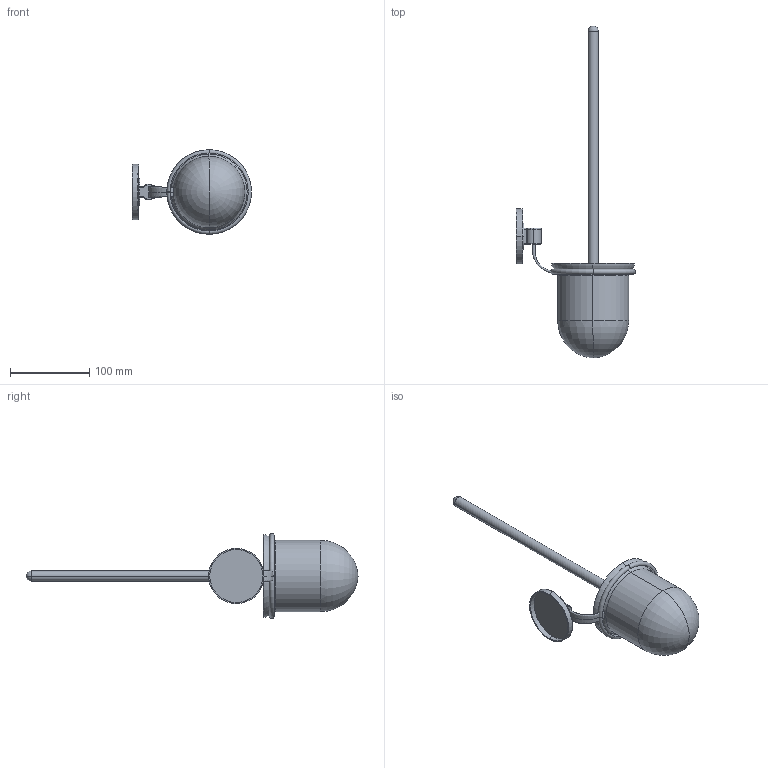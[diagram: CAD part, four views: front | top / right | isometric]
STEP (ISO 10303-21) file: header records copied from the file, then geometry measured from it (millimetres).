
FILE_DESCRIPTION (( 'STEP AP203' ), '1' );
FILE_NAME ('18409.STEP', '2013-06-20T21:26:46', ( '' ), ( '' ), 'SwSTEP 2.0', 'SolidWorks 2012', '' );
FILE_SCHEMA (( 'CONFIG_CONTROL_DESIGN' ));
Length unit declared in the file: millimetre
Products named in the file (7): 18409; 3; 7; 4; 6; 5; 1
Assembly tree (6 placements, depth 2):
  18409
    1
    5
    6
    4
    7
    3
Bounding box: 150.59 x 420 x 107.18 mm (x, y, z)
Volume: 361516 mm3; surface area: 119890 mm2
Topology: 6 solids, 6 shells, 86 faces, 182 edges, 100 vertices
Faces by surface type: cylinder 30, torus 25, plane 17, sphere 6, bspline 6, cone 2
Entity records: 3791 total; most frequent: CARTESIAN_POINT 1249, DIRECTION 444, ORIENTED_EDGE 336, AXIS2_PLACEMENT_3D 197, EDGE_CURVE 168, CIRCLE 108, VERTEX_POINT 98, EDGE_LOOP 90
